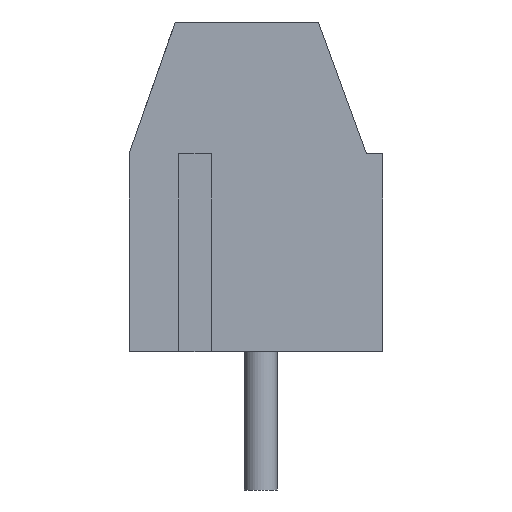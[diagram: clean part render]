
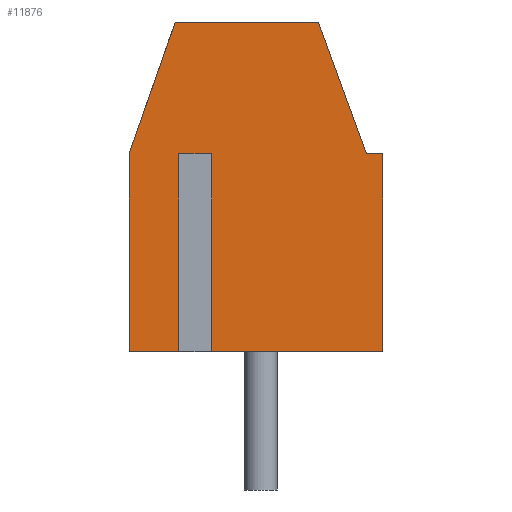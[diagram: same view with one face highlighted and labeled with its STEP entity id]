
A CAD part, left-side view. The second image highlights one B-rep face of the part: STEP entity #11876.
In plain terms, the highlighted planar face has unit normal (-1, 0, 0).
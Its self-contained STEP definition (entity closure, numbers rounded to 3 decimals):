
#839=PLANE('',#12548);
#1296=FACE_OUTER_BOUND('',#1924,.T.);
#1924=EDGE_LOOP('',(#9162,#9163,#9164,#9165,#9166,#9167,#9168,#9169,#9170,
#9171,#9172));
#2360=LINE('',#15403,#3580);
#2443=LINE('',#15701,#3663);
#2446=LINE('',#15707,#3666);
#2458=LINE('',#15730,#3678);
#2459=LINE('',#15733,#3679);
#2472=LINE('',#15758,#3692);
#2597=LINE('',#17187,#3817);
#2647=LINE('',#17299,#3867);
#2895=LINE('',#19849,#4115);
#2896=LINE('',#19851,#4116);
#2897=LINE('',#19852,#4117);
#3580=VECTOR('',#12973,1.);
#3663=VECTOR('',#13192,1.);
#3666=VECTOR('',#13197,1.);
#3678=VECTOR('',#13213,1.);
#3679=VECTOR('',#13216,1.);
#3692=VECTOR('',#13229,1.);
#3817=VECTOR('',#13356,1.);
#3867=VECTOR('',#13460,1.);
#4115=VECTOR('',#13984,1.);
#4116=VECTOR('',#13985,1.);
#4117=VECTOR('',#13986,1.);
#4887=VERTEX_POINT('',#15400);
#4888=VERTEX_POINT('',#15402);
#4975=VERTEX_POINT('',#15700);
#4977=VERTEX_POINT('',#15706);
#4985=VERTEX_POINT('',#15726);
#4986=VERTEX_POINT('',#15728);
#4987=VERTEX_POINT('',#15732);
#4998=VERTEX_POINT('',#15755);
#4999=VERTEX_POINT('',#15757);
#5422=VERTEX_POINT('',#19848);
#5423=VERTEX_POINT('',#19850);
#6037=EDGE_CURVE('',#4887,#4888,#2360,.T.);
#6163=EDGE_CURVE('',#4888,#4975,#2443,.T.);
#6166=EDGE_CURVE('',#4975,#4977,#2446,.T.);
#6178=EDGE_CURVE('',#4986,#4985,#2458,.T.);
#6179=EDGE_CURVE('',#4987,#4986,#2459,.T.);
#6192=EDGE_CURVE('',#4998,#4999,#2472,.T.);
#6403=EDGE_CURVE('',#4977,#4998,#2597,.T.);
#6461=EDGE_CURVE('',#4985,#4887,#2647,.T.);
#6795=EDGE_CURVE('',#5422,#4987,#2895,.T.);
#6796=EDGE_CURVE('',#5423,#5422,#2896,.T.);
#6797=EDGE_CURVE('',#4999,#5423,#2897,.T.);
#9162=ORIENTED_EDGE('',*,*,#6179,.F.);
#9163=ORIENTED_EDGE('',*,*,#6795,.F.);
#9164=ORIENTED_EDGE('',*,*,#6796,.F.);
#9165=ORIENTED_EDGE('',*,*,#6797,.F.);
#9166=ORIENTED_EDGE('',*,*,#6192,.F.);
#9167=ORIENTED_EDGE('',*,*,#6403,.F.);
#9168=ORIENTED_EDGE('',*,*,#6166,.F.);
#9169=ORIENTED_EDGE('',*,*,#6163,.F.);
#9170=ORIENTED_EDGE('',*,*,#6037,.F.);
#9171=ORIENTED_EDGE('',*,*,#6461,.F.);
#9172=ORIENTED_EDGE('',*,*,#6178,.F.);
#11876=ADVANCED_FACE('',(#1296),#839,.F.);
#12548=AXIS2_PLACEMENT_3D('',#19847,#13982,#13983);
#12973=DIRECTION('',(0.,-1.,0.));
#13192=DIRECTION('',(0.,-0.342,-0.94));
#13197=DIRECTION('',(0.,-1.,0.));
#13213=DIRECTION('',(0.,0.,1.));
#13216=DIRECTION('',(0.,1.,0.));
#13229=DIRECTION('',(0.,1.,0.));
#13356=DIRECTION('',(0.,0.,-1.));
#13460=DIRECTION('',(0.,-0.33,0.944));
#13982=DIRECTION('center_axis',(1.,0.,0.));
#13983=DIRECTION('ref_axis',(0.,0.,-1.));
#13984=DIRECTION('',(0.,0.,-1.));
#13985=DIRECTION('',(0.,1.,0.));
#13986=DIRECTION('',(0.,0.,1.));
#15400=CARTESIAN_POINT('',(-5.,2.6,9.9));
#15402=CARTESIAN_POINT('',(-5.,-1.744,9.9));
#15403=CARTESIAN_POINT('',(-5.,4.,9.9));
#15700=CARTESIAN_POINT('',(-5.,-3.2,5.9));
#15701=CARTESIAN_POINT('',(-5.,-1.744,9.9));
#15706=CARTESIAN_POINT('',(-5.,-3.7,5.9));
#15707=CARTESIAN_POINT('',(-5.,-3.2,5.9));
#15726=CARTESIAN_POINT('',(-5.,4.,5.9));
#15728=CARTESIAN_POINT('',(-5.,4.,-0.1));
#15730=CARTESIAN_POINT('',(-5.,4.,-0.1));
#15732=CARTESIAN_POINT('',(-5.,2.5,-0.1));
#15733=CARTESIAN_POINT('',(-5.,-3.7,-0.1));
#15755=CARTESIAN_POINT('',(-5.,-3.7,-0.1));
#15757=CARTESIAN_POINT('',(-5.,1.5,-0.1));
#15758=CARTESIAN_POINT('',(-5.,-3.7,-0.1));
#17187=CARTESIAN_POINT('',(-5.,-3.7,5.9));
#17299=CARTESIAN_POINT('',(-5.,2.6,9.9));
#19847=CARTESIAN_POINT('Origin',(-5.,0.15,-0.1));
#19848=CARTESIAN_POINT('',(-5.,2.5,5.9));
#19849=CARTESIAN_POINT('',(-5.,2.5,-0.1));
#19850=CARTESIAN_POINT('',(-5.,1.5,5.9));
#19851=CARTESIAN_POINT('',(-5.,2.5,5.9));
#19852=CARTESIAN_POINT('',(-5.,1.5,-0.1));
